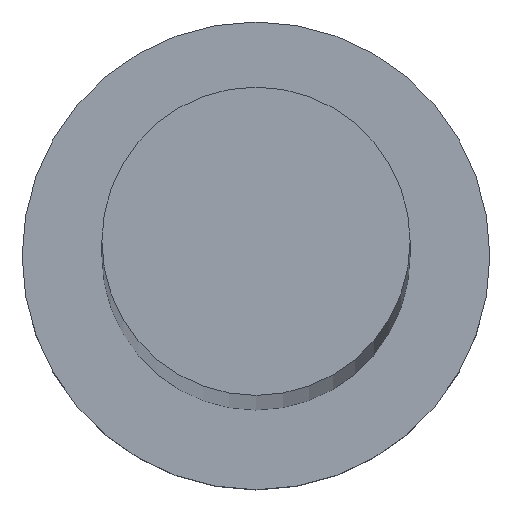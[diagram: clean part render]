
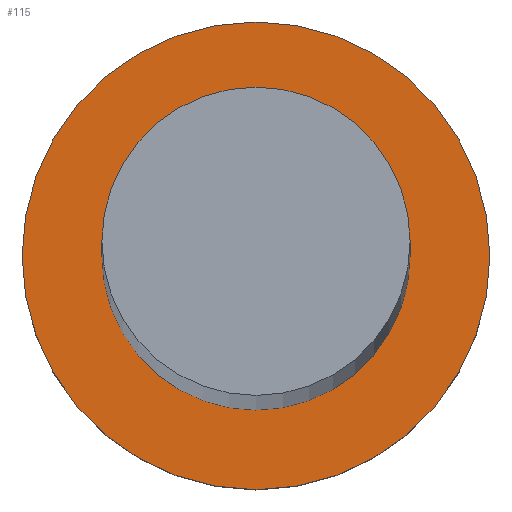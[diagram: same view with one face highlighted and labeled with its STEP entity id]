
A CAD part, top view. The second image highlights one B-rep face of the part: STEP entity #115.
In plain terms, the highlighted planar face has unit normal (0, 0, 1).
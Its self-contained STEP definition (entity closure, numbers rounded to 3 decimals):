
#6 = ORIENTED_EDGE ( 'NONE', *, *, #31, .T. ) ;
#10 = CARTESIAN_POINT ( 'NONE',  ( 0., 0., 7. ) ) ;
#26 = DIRECTION ( 'NONE',  ( 1., 0., 0. ) ) ;
#31 = EDGE_CURVE ( 'NONE', #111, #165, #77, .T. ) ;
#40 = CARTESIAN_POINT ( 'NONE',  ( 0., 0., 7. ) ) ;
#44 = CIRCLE ( 'NONE', #211, 7.25 ) ;
#50 = CARTESIAN_POINT ( 'NONE',  ( -7.25, 0., 7. ) ) ;
#62 = CARTESIAN_POINT ( 'NONE',  ( 0., 0., 7. ) ) ;
#65 = DIRECTION ( 'NONE',  ( 1., 0., 0. ) ) ;
#77 = CIRCLE ( 'NONE', #161, 11. ) ;
#82 = ORIENTED_EDGE ( 'NONE', *, *, #196, .T. ) ;
#90 = VERTEX_POINT ( 'NONE', #50 ) ;
#97 = CARTESIAN_POINT ( 'NONE',  ( 11., 0., 7. ) ) ;
#99 = DIRECTION ( 'NONE',  ( 1., 0., 0. ) ) ;
#101 = DIRECTION ( 'NONE',  ( 0., 0., 1. ) ) ;
#106 = CARTESIAN_POINT ( 'NONE',  ( -11., 0., 7. ) ) ;
#111 = VERTEX_POINT ( 'NONE', #106 ) ;
#115 = ADVANCED_FACE ( 'NONE', ( #224, #152 ), #186, .T. ) ;
#121 = CIRCLE ( 'NONE', #223, 11. ) ;
#129 = CARTESIAN_POINT ( 'NONE',  ( 0., 0., 7. ) ) ;
#132 = DIRECTION ( 'NONE',  ( 1., 0., 0. ) ) ;
#139 = CARTESIAN_POINT ( 'NONE',  ( 7.25, 0., 7. ) ) ;
#145 = ORIENTED_EDGE ( 'NONE', *, *, #148, .F. ) ;
#146 = AXIS2_PLACEMENT_3D ( 'NONE', #129, #204, #226 ) ;
#147 = EDGE_LOOP ( 'NONE', ( #185, #145 ) ) ;
#148 = EDGE_CURVE ( 'NONE', #218, #90, #178, .T. ) ;
#152 = FACE_OUTER_BOUND ( 'NONE', #170, .T. ) ;
#161 = AXIS2_PLACEMENT_3D ( 'NONE', #220, #202, #26 ) ;
#162 = DIRECTION ( 'NONE',  ( 0., 0., 1. ) ) ;
#165 = VERTEX_POINT ( 'NONE', #97 ) ;
#170 = EDGE_LOOP ( 'NONE', ( #6, #82 ) ) ;
#174 = AXIS2_PLACEMENT_3D ( 'NONE', #10, #206, #132 ) ;
#178 = CIRCLE ( 'NONE', #174, 7.25 ) ;
#185 = ORIENTED_EDGE ( 'NONE', *, *, #232, .F. ) ;
#186 = PLANE ( 'NONE',  #146 ) ;
#196 = EDGE_CURVE ( 'NONE', #165, #111, #121, .T. ) ;
#202 = DIRECTION ( 'NONE',  ( 0., 0., 1. ) ) ;
#204 = DIRECTION ( 'NONE',  ( 0., 0., 1. ) ) ;
#206 = DIRECTION ( 'NONE',  ( 0., 0., 1. ) ) ;
#211 = AXIS2_PLACEMENT_3D ( 'NONE', #40, #101, #99 ) ;
#218 = VERTEX_POINT ( 'NONE', #139 ) ;
#220 = CARTESIAN_POINT ( 'NONE',  ( 0., 0., 7. ) ) ;
#223 = AXIS2_PLACEMENT_3D ( 'NONE', #62, #162, #65 ) ;
#224 = FACE_BOUND ( 'NONE', #147, .T. ) ;
#226 = DIRECTION ( 'NONE',  ( 1., 0., 0. ) ) ;
#232 = EDGE_CURVE ( 'NONE', #90, #218, #44, .T. ) ;
